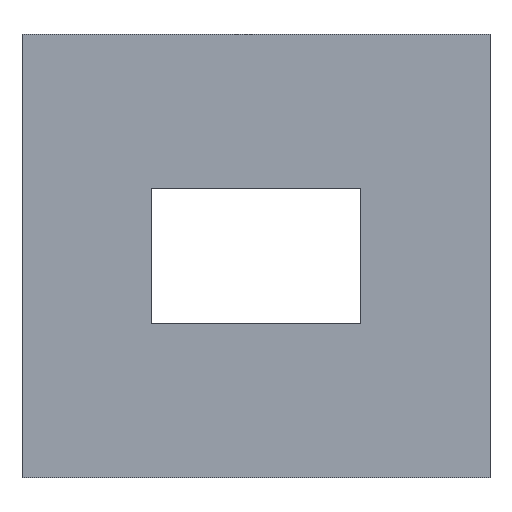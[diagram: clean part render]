
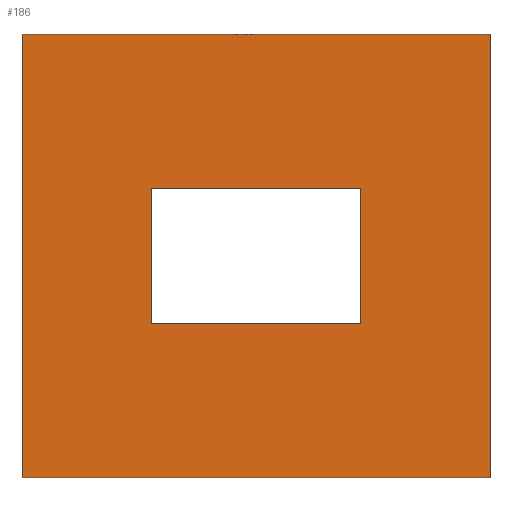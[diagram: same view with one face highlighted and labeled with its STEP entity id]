
A CAD part, front view. The second image highlights one B-rep face of the part: STEP entity #186.
In plain terms, the highlighted planar face has unit normal (0, -1, 0).
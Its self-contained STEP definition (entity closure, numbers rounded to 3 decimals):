
#6 = DIRECTION ( 'NONE',  ( 0., 0., -1. ) ) ;
#11 = EDGE_CURVE ( 'NONE', #214, #456, #472, .T. ) ;
#26 = LINE ( 'NONE', #138, #365 ) ;
#30 = ORIENTED_EDGE ( 'NONE', *, *, #275, .F. ) ;
#55 = CARTESIAN_POINT ( 'NONE',  ( -6.333, -5.026, -24. ) ) ;
#92 = CARTESIAN_POINT ( 'NONE',  ( -6.333, -5.026, -24. ) ) ;
#105 = CARTESIAN_POINT ( 'NONE',  ( 2.417, -5.026, -4.417 ) ) ;
#119 = VERTEX_POINT ( 'NONE', #215 ) ;
#124 = CARTESIAN_POINT ( 'NONE',  ( 16.583, -5.026, -4.417 ) ) ;
#130 = CARTESIAN_POINT ( 'NONE',  ( -6.333, -5.026, 6. ) ) ;
#138 = CARTESIAN_POINT ( 'NONE',  ( 25.333, -5.026, 6. ) ) ;
#146 = CARTESIAN_POINT ( 'NONE',  ( 25.333, -5.026, 6. ) ) ;
#147 = FACE_OUTER_BOUND ( 'NONE', #493, .T. ) ;
#148 = EDGE_CURVE ( 'NONE', #355, #214, #422, .T. ) ;
#160 = VECTOR ( 'NONE', #598, 1000. ) ;
#161 = VERTEX_POINT ( 'NONE', #385 ) ;
#177 = LINE ( 'NONE', #124, #160 ) ;
#179 = CARTESIAN_POINT ( 'NONE',  ( 2.417, -5.026, -13.583 ) ) ;
#180 = VERTEX_POINT ( 'NONE', #55 ) ;
#182 = DIRECTION ( 'NONE',  ( -1., 0., 0. ) ) ;
#186 = ADVANCED_FACE ( 'NONE', ( #285, #147 ), #524, .T. ) ;
#189 = CARTESIAN_POINT ( 'NONE',  ( 2.417, -5.026, -13.583 ) ) ;
#194 = VECTOR ( 'NONE', #277, 1000. ) ;
#209 = AXIS2_PLACEMENT_3D ( 'NONE', #237, #434, #6 ) ;
#214 = VERTEX_POINT ( 'NONE', #105 ) ;
#215 = CARTESIAN_POINT ( 'NONE',  ( 25.333, -5.026, -24. ) ) ;
#221 = CARTESIAN_POINT ( 'NONE',  ( 2.417, -5.026, -4.417 ) ) ;
#224 = CARTESIAN_POINT ( 'NONE',  ( 16.583, -5.026, -4.417 ) ) ;
#231 = DIRECTION ( 'NONE',  ( 0., 0., 1. ) ) ;
#234 = VECTOR ( 'NONE', #363, 1000. ) ;
#237 = CARTESIAN_POINT ( 'NONE',  ( -6.333, -5.026, 6. ) ) ;
#254 = VECTOR ( 'NONE', #386, 1000. ) ;
#255 = CARTESIAN_POINT ( 'NONE',  ( 2.417, -5.026, -4.417 ) ) ;
#258 = EDGE_CURVE ( 'NONE', #508, #606, #473, .T. ) ;
#275 = EDGE_CURVE ( 'NONE', #161, #355, #177, .T. ) ;
#277 = DIRECTION ( 'NONE',  ( -1., 0., 0. ) ) ;
#285 = FACE_BOUND ( 'NONE', #543, .T. ) ;
#287 = LINE ( 'NONE', #189, #254 ) ;
#312 = ORIENTED_EDGE ( 'NONE', *, *, #486, .F. ) ;
#315 = VECTOR ( 'NONE', #182, 1000. ) ;
#323 = LINE ( 'NONE', #92, #194 ) ;
#355 = VERTEX_POINT ( 'NONE', #224 ) ;
#356 = EDGE_CURVE ( 'NONE', #119, #180, #323, .T. ) ;
#363 = DIRECTION ( 'NONE',  ( 1., 0., 0. ) ) ;
#365 = VECTOR ( 'NONE', #379, 1000. ) ;
#374 = CARTESIAN_POINT ( 'NONE',  ( -6.333, -5.026, 6. ) ) ;
#379 = DIRECTION ( 'NONE',  ( 0., 0., -1. ) ) ;
#385 = CARTESIAN_POINT ( 'NONE',  ( 16.583, -5.026, -13.583 ) ) ;
#386 = DIRECTION ( 'NONE',  ( 1., 0., 0. ) ) ;
#399 = ORIENTED_EDGE ( 'NONE', *, *, #148, .F. ) ;
#409 = DIRECTION ( 'NONE',  ( 0., 0., -1. ) ) ;
#422 = LINE ( 'NONE', #221, #315 ) ;
#434 = DIRECTION ( 'NONE',  ( 0., -1., 0. ) ) ;
#454 = ORIENTED_EDGE ( 'NONE', *, *, #258, .F. ) ;
#456 = VERTEX_POINT ( 'NONE', #179 ) ;
#472 = LINE ( 'NONE', #255, #572 ) ;
#473 = LINE ( 'NONE', #130, #234 ) ;
#486 = EDGE_CURVE ( 'NONE', #180, #508, #600, .T. ) ;
#490 = ORIENTED_EDGE ( 'NONE', *, *, #532, .F. ) ;
#493 = EDGE_LOOP ( 'NONE', ( #312, #553, #490, #454 ) ) ;
#507 = CARTESIAN_POINT ( 'NONE',  ( -6.333, -5.026, 6. ) ) ;
#508 = VERTEX_POINT ( 'NONE', #507 ) ;
#524 = PLANE ( 'NONE',  #209 ) ;
#531 = ORIENTED_EDGE ( 'NONE', *, *, #593, .F. ) ;
#532 = EDGE_CURVE ( 'NONE', #606, #119, #26, .T. ) ;
#533 = VECTOR ( 'NONE', #231, 1000. ) ;
#543 = EDGE_LOOP ( 'NONE', ( #591, #399, #30, #531 ) ) ;
#553 = ORIENTED_EDGE ( 'NONE', *, *, #356, .F. ) ;
#572 = VECTOR ( 'NONE', #409, 1000. ) ;
#591 = ORIENTED_EDGE ( 'NONE', *, *, #11, .F. ) ;
#593 = EDGE_CURVE ( 'NONE', #456, #161, #287, .T. ) ;
#598 = DIRECTION ( 'NONE',  ( 0., 0., 1. ) ) ;
#600 = LINE ( 'NONE', #374, #533 ) ;
#606 = VERTEX_POINT ( 'NONE', #146 ) ;
